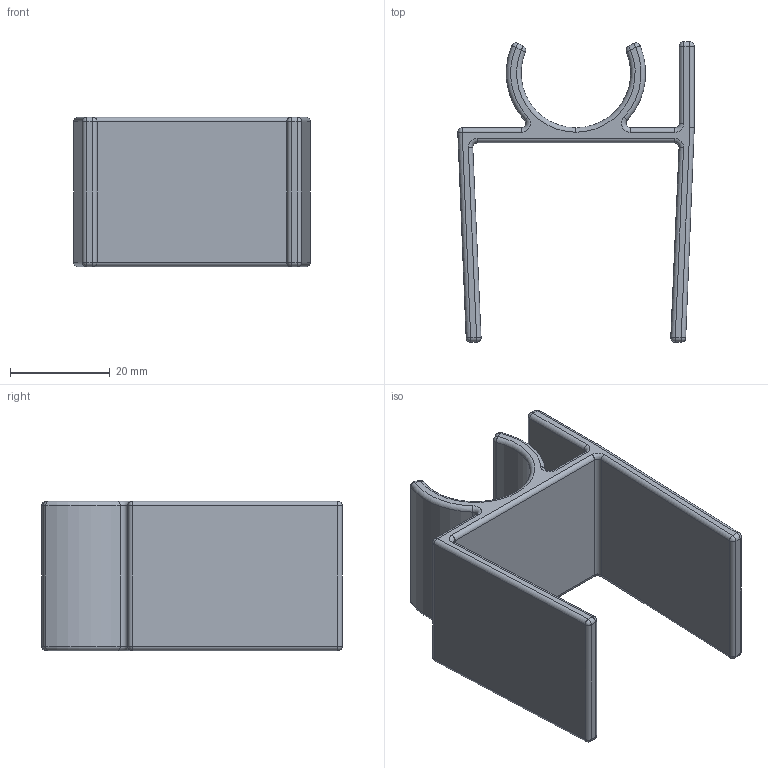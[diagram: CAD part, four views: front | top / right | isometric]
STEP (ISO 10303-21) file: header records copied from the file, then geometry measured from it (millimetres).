
FILE_DESCRIPTION(('FreeCAD Model'),'2;1');
FILE_NAME('Open CASCADE Shape Model','2025-02-12T11:45:53',('FreeCAD'),( 'FreeCAD'),'Open CASCADE STEP processor 7.8','FreeCAD','Unknown');
FILE_SCHEMA(('AUTOMOTIVE_DESIGN { 1 0 10303 214 1 1 1 1 }'));
Length unit declared in the file: millimetre
Products named in the file (1): Open CASCADE STEP translator 7.8 69
Bounding box: 47.46 x 60.27 x 30 mm (x, y, z)
Volume: 16299 mm3; surface area: 11539.5 mm2
Topology: 1 solids, 1 shells, 103 faces, 237 edges, 114 vertices
Faces by surface type: cylinder 47, sphere 22, torus 18, plane 16
Entity records: 5390 total; most frequent: CARTESIAN_POINT 1059, DIRECTION 833, ORIENTED_EDGE 430, PCURVE 430, DEFINITIONAL_REPRESENTATION 430, LINE 365, VECTOR 365, AXIS2_PLACEMENT_3D 230
